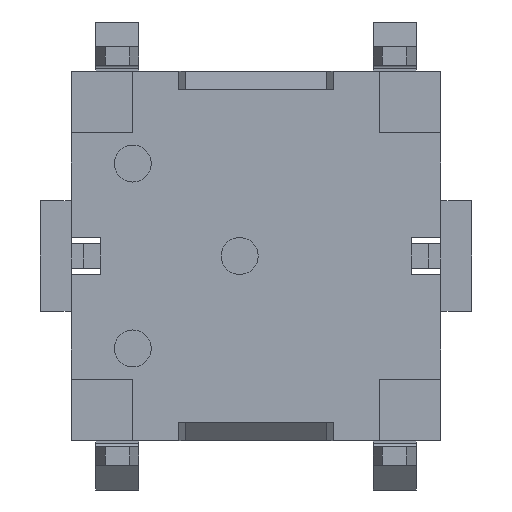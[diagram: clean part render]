
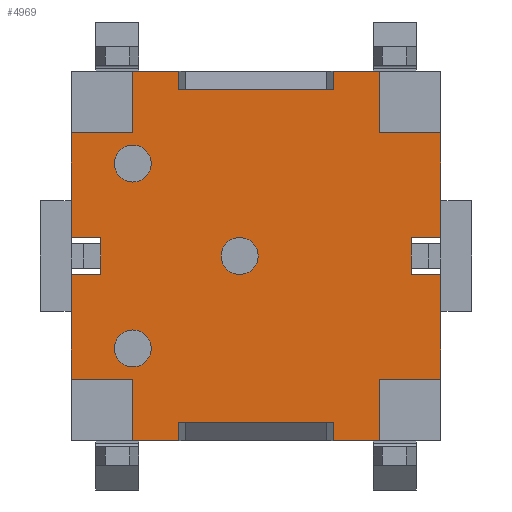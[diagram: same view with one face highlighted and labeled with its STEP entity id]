
A CAD part, front view. The second image highlights one B-rep face of the part: STEP entity #4969.
In plain terms, the highlighted planar face has unit normal (0, -1, 0).
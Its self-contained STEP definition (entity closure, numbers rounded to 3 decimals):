
#45=DIRECTION('',(1.,0.,0.));
#46=VECTOR('',#45,0.749);
#47=CARTESIAN_POINT('',(1.251,0.,-3.));
#48=LINE('',#47,#46);
#61=DIRECTION('',(1.,0.,0.));
#62=VECTOR('',#61,0.749);
#63=CARTESIAN_POINT('',(-2.,0.,-3.));
#64=LINE('',#63,#62);
#357=DIRECTION('',(1.,0.,0.));
#358=VECTOR('',#357,0.749);
#359=CARTESIAN_POINT('',(-2.,0.,3.));
#360=LINE('',#359,#358);
#373=DIRECTION('',(1.,0.,0.));
#374=VECTOR('',#373,0.749);
#375=CARTESIAN_POINT('',(1.251,0.,3.));
#376=LINE('',#375,#374);
#773=CARTESIAN_POINT('',(-2.,0.,1.5));
#774=DIRECTION('',(0.,-1.,0.));
#775=DIRECTION('',(0.,0.,-1.));
#776=AXIS2_PLACEMENT_3D('',#773,#774,#775);
#778=CARTESIAN_POINT('',(-2.,0.,1.5));
#779=DIRECTION('',(0.,-1.,0.));
#780=DIRECTION('',(0.,0.,1.));
#781=AXIS2_PLACEMENT_3D('',#778,#779,#780);
#783=CARTESIAN_POINT('',(-2.,0.,-1.5));
#784=DIRECTION('',(0.,-1.,0.));
#785=DIRECTION('',(0.,0.,-1.));
#786=AXIS2_PLACEMENT_3D('',#783,#784,#785);
#788=CARTESIAN_POINT('',(-2.,0.,-1.5));
#789=DIRECTION('',(0.,-1.,0.));
#790=DIRECTION('',(0.,0.,1.));
#791=AXIS2_PLACEMENT_3D('',#788,#789,#790);
#793=CARTESIAN_POINT('',(-0.265,0.,0.));
#794=DIRECTION('',(0.,-1.,0.));
#795=DIRECTION('',(0.,0.,-1.));
#796=AXIS2_PLACEMENT_3D('',#793,#794,#795);
#798=CARTESIAN_POINT('',(-0.265,0.,0.));
#799=DIRECTION('',(0.,-1.,0.));
#800=DIRECTION('',(0.,0.,1.));
#801=AXIS2_PLACEMENT_3D('',#798,#799,#800);
#803=DIRECTION('',(-1.,0.,0.));
#804=VECTOR('',#803,0.48);
#805=CARTESIAN_POINT('',(-2.52,0.,0.3));
#806=LINE('',#805,#804);
#807=DIRECTION('',(0.,0.,1.));
#808=VECTOR('',#807,1.7);
#809=CARTESIAN_POINT('',(-3.,0.,0.3));
#810=LINE('',#809,#808);
#811=DIRECTION('',(1.,0.,0.));
#812=VECTOR('',#811,1.);
#813=CARTESIAN_POINT('',(-3.,0.,2.));
#814=LINE('',#813,#812);
#815=DIRECTION('',(0.,0.,-1.));
#816=VECTOR('',#815,1.);
#817=CARTESIAN_POINT('',(-2.,0.,3.));
#818=LINE('',#817,#816);
#819=DIRECTION('',(0.,0.,-1.));
#820=VECTOR('',#819,0.3);
#821=CARTESIAN_POINT('',(-1.251,0.,3.));
#822=LINE('',#821,#820);
#823=DIRECTION('',(1.,0.,0.));
#824=VECTOR('',#823,2.502);
#825=CARTESIAN_POINT('',(-1.251,0.,2.7));
#826=LINE('',#825,#824);
#827=DIRECTION('',(0.,0.,-1.));
#828=VECTOR('',#827,0.3);
#829=CARTESIAN_POINT('',(1.251,0.,3.));
#830=LINE('',#829,#828);
#831=DIRECTION('',(0.,0.,-1.));
#832=VECTOR('',#831,1.);
#833=CARTESIAN_POINT('',(2.,0.,3.));
#834=LINE('',#833,#832);
#835=DIRECTION('',(-1.,0.,0.));
#836=VECTOR('',#835,1.);
#837=CARTESIAN_POINT('',(3.,0.,2.));
#838=LINE('',#837,#836);
#839=DIRECTION('',(-1.,0.,0.));
#840=VECTOR('',#839,0.48);
#841=CARTESIAN_POINT('',(3.,0.,0.3));
#842=LINE('',#841,#840);
#843=DIRECTION('',(0.,0.,-1.));
#844=VECTOR('',#843,0.6);
#845=CARTESIAN_POINT('',(2.52,0.,0.3));
#846=LINE('',#845,#844);
#847=DIRECTION('',(-1.,0.,0.));
#848=VECTOR('',#847,0.48);
#849=CARTESIAN_POINT('',(3.,0.,-0.3));
#850=LINE('',#849,#848);
#851=DIRECTION('',(-1.,0.,0.));
#852=VECTOR('',#851,1.);
#853=CARTESIAN_POINT('',(3.,0.,-2.));
#854=LINE('',#853,#852);
#855=DIRECTION('',(0.,0.,1.));
#856=VECTOR('',#855,1.);
#857=CARTESIAN_POINT('',(2.,0.,-3.));
#858=LINE('',#857,#856);
#859=DIRECTION('',(0.,0.,1.));
#860=VECTOR('',#859,0.3);
#861=CARTESIAN_POINT('',(1.251,0.,-3.));
#862=LINE('',#861,#860);
#863=DIRECTION('',(1.,0.,0.));
#864=VECTOR('',#863,2.502);
#865=CARTESIAN_POINT('',(-1.251,0.,-2.7));
#866=LINE('',#865,#864);
#867=DIRECTION('',(0.,0.,1.));
#868=VECTOR('',#867,0.3);
#869=CARTESIAN_POINT('',(-1.251,0.,-3.));
#870=LINE('',#869,#868);
#871=DIRECTION('',(0.,0.,1.));
#872=VECTOR('',#871,1.);
#873=CARTESIAN_POINT('',(-2.,0.,-3.));
#874=LINE('',#873,#872);
#875=DIRECTION('',(1.,0.,0.));
#876=VECTOR('',#875,1.);
#877=CARTESIAN_POINT('',(-3.,0.,-2.));
#878=LINE('',#877,#876);
#879=DIRECTION('',(0.,0.,1.));
#880=VECTOR('',#879,1.7);
#881=CARTESIAN_POINT('',(-3.,0.,-2.));
#882=LINE('',#881,#880);
#883=DIRECTION('',(-1.,0.,0.));
#884=VECTOR('',#883,0.48);
#885=CARTESIAN_POINT('',(-2.52,0.,-0.3));
#886=LINE('',#885,#884);
#887=DIRECTION('',(0.,0.,1.));
#888=VECTOR('',#887,0.6);
#889=CARTESIAN_POINT('',(-2.52,0.,-0.3));
#890=LINE('',#889,#888);
#1061=DIRECTION('',(0.,0.,1.));
#1062=VECTOR('',#1061,1.7);
#1063=CARTESIAN_POINT('',(3.,0.,0.3));
#1064=LINE('',#1063,#1062);
#1073=DIRECTION('',(0.,0.,1.));
#1074=VECTOR('',#1073,1.7);
#1075=CARTESIAN_POINT('',(3.,0.,-2.));
#1076=LINE('',#1075,#1074);
#3039=CARTESIAN_POINT('',(-2.,0.,1.2));
#3040=CARTESIAN_POINT('',(-2.,0.,1.8));
#3041=VERTEX_POINT('',#3039);
#3042=VERTEX_POINT('',#3040);
#3043=CARTESIAN_POINT('',(-2.,0.,-1.8));
#3044=CARTESIAN_POINT('',(-2.,0.,-1.2));
#3045=VERTEX_POINT('',#3043);
#3046=VERTEX_POINT('',#3044);
#3075=CARTESIAN_POINT('',(-2.52,0.,0.3));
#3076=CARTESIAN_POINT('',(-3.,0.,0.3));
#3077=VERTEX_POINT('',#3075);
#3078=VERTEX_POINT('',#3076);
#3079=CARTESIAN_POINT('',(3.,0.,0.3));
#3080=CARTESIAN_POINT('',(2.52,0.,0.3));
#3081=VERTEX_POINT('',#3079);
#3082=VERTEX_POINT('',#3080);
#3083=CARTESIAN_POINT('',(-2.52,0.,-0.3));
#3084=CARTESIAN_POINT('',(-3.,0.,-0.3));
#3085=VERTEX_POINT('',#3083);
#3086=VERTEX_POINT('',#3084);
#3087=CARTESIAN_POINT('',(3.,0.,-0.3));
#3088=CARTESIAN_POINT('',(2.52,0.,-0.3));
#3089=VERTEX_POINT('',#3087);
#3090=VERTEX_POINT('',#3088);
#3279=CARTESIAN_POINT('',(-0.265,0.,-0.3));
#3280=CARTESIAN_POINT('',(-0.265,0.,0.3));
#3281=VERTEX_POINT('',#3279);
#3282=VERTEX_POINT('',#3280);
#3347=CARTESIAN_POINT('',(2.,0.,3.));
#3348=CARTESIAN_POINT('',(2.,0.,2.));
#3349=VERTEX_POINT('',#3347);
#3350=VERTEX_POINT('',#3348);
#3351=CARTESIAN_POINT('',(3.,0.,2.));
#3352=VERTEX_POINT('',#3351);
#3353=CARTESIAN_POINT('',(3.,0.,-2.));
#3354=CARTESIAN_POINT('',(2.,0.,-2.));
#3355=VERTEX_POINT('',#3353);
#3356=VERTEX_POINT('',#3354);
#3357=CARTESIAN_POINT('',(2.,0.,-3.));
#3358=VERTEX_POINT('',#3357);
#3359=CARTESIAN_POINT('',(-3.,0.,2.));
#3360=CARTESIAN_POINT('',(-2.,0.,2.));
#3361=VERTEX_POINT('',#3359);
#3362=VERTEX_POINT('',#3360);
#3363=CARTESIAN_POINT('',(-2.,0.,3.));
#3364=VERTEX_POINT('',#3363);
#3365=CARTESIAN_POINT('',(-2.,0.,-3.));
#3366=CARTESIAN_POINT('',(-2.,0.,-2.));
#3367=VERTEX_POINT('',#3365);
#3368=VERTEX_POINT('',#3366);
#3369=CARTESIAN_POINT('',(-3.,0.,-2.));
#3370=VERTEX_POINT('',#3369);
#3376=CARTESIAN_POINT('',(-1.251,0.,3.));
#3378=VERTEX_POINT('',#3376);
#3379=CARTESIAN_POINT('',(1.251,0.,3.));
#3381=VERTEX_POINT('',#3379);
#3383=CARTESIAN_POINT('',(-1.251,0.,2.7));
#3384=CARTESIAN_POINT('',(1.251,0.,2.7));
#3385=VERTEX_POINT('',#3383);
#3386=VERTEX_POINT('',#3384);
#3419=CARTESIAN_POINT('',(-1.251,0.,-3.));
#3420=VERTEX_POINT('',#3419);
#3421=CARTESIAN_POINT('',(1.251,0.,-3.));
#3422=VERTEX_POINT('',#3421);
#3423=CARTESIAN_POINT('',(-1.251,0.,-2.7));
#3424=CARTESIAN_POINT('',(1.251,0.,-2.7));
#3425=VERTEX_POINT('',#3423);
#3426=VERTEX_POINT('',#3424);
#4894=CARTESIAN_POINT('',(-3.,0.,-3.));
#4895=DIRECTION('',(0.,-1.,0.));
#4896=DIRECTION('',(1.,0.,0.));
#4897=AXIS2_PLACEMENT_3D('',#4894,#4895,#4896);
#4898=PLANE('',#4897);
#4900=ORIENTED_EDGE('',*,*,#4899,.T.);
#4902=ORIENTED_EDGE('',*,*,#4901,.T.);
#4904=ORIENTED_EDGE('',*,*,#4903,.T.);
#4906=ORIENTED_EDGE('',*,*,#4905,.F.);
#4907=ORIENTED_EDGE('',*,*,#4197,.T.);
#4908=ORIENTED_EDGE('',*,*,#4859,.T.);
#4910=ORIENTED_EDGE('',*,*,#4909,.T.);
#4911=ORIENTED_EDGE('',*,*,#4884,.F.);
#4912=ORIENTED_EDGE('',*,*,#4213,.T.);
#4914=ORIENTED_EDGE('',*,*,#4913,.T.);
#4916=ORIENTED_EDGE('',*,*,#4915,.F.);
#4918=ORIENTED_EDGE('',*,*,#4917,.F.);
#4920=ORIENTED_EDGE('',*,*,#4919,.T.);
#4922=ORIENTED_EDGE('',*,*,#4921,.T.);
#4924=ORIENTED_EDGE('',*,*,#4923,.F.);
#4926=ORIENTED_EDGE('',*,*,#4925,.F.);
#4928=ORIENTED_EDGE('',*,*,#4927,.T.);
#4930=ORIENTED_EDGE('',*,*,#4929,.F.);
#4931=ORIENTED_EDGE('',*,*,#3880,.F.);
#4933=ORIENTED_EDGE('',*,*,#4932,.T.);
#4935=ORIENTED_EDGE('',*,*,#4934,.F.);
#4937=ORIENTED_EDGE('',*,*,#4936,.F.);
#4938=ORIENTED_EDGE('',*,*,#3896,.F.);
#4940=ORIENTED_EDGE('',*,*,#4939,.T.);
#4942=ORIENTED_EDGE('',*,*,#4941,.F.);
#4944=ORIENTED_EDGE('',*,*,#4943,.T.);
#4946=ORIENTED_EDGE('',*,*,#4945,.F.);
#4948=ORIENTED_EDGE('',*,*,#4947,.T.);
#4949=EDGE_LOOP('',(#4900,#4902,#4904,#4906,#4907,#4908,#4910,#4911,#4912,#4914,
#4916,#4918,#4920,#4922,#4924,#4926,#4928,#4930,#4931,#4933,#4935,#4937,#4938,
#4940,#4942,#4944,#4946,#4948));
#4950=FACE_OUTER_BOUND('',#4949,.F.);
#4952=ORIENTED_EDGE('',*,*,#4951,.T.);
#4954=ORIENTED_EDGE('',*,*,#4953,.T.);
#4955=EDGE_LOOP('',(#4952,#4954));
#4956=FACE_BOUND('',#4955,.F.);
#4958=ORIENTED_EDGE('',*,*,#4957,.T.);
#4960=ORIENTED_EDGE('',*,*,#4959,.T.);
#4961=EDGE_LOOP('',(#4958,#4960));
#4962=FACE_BOUND('',#4961,.F.);
#4964=ORIENTED_EDGE('',*,*,#4963,.T.);
#4966=ORIENTED_EDGE('',*,*,#4965,.T.);
#4967=EDGE_LOOP('',(#4964,#4966));
#4968=FACE_BOUND('',#4967,.F.);
#777=CIRCLE('',#776,0.3);
#782=CIRCLE('',#781,0.3);
#787=CIRCLE('',#786,0.3);
#792=CIRCLE('',#791,0.3);
#797=CIRCLE('',#796,0.3);
#802=CIRCLE('',#801,0.3);
#3880=EDGE_CURVE('',#3422,#3358,#48,.T.);
#3896=EDGE_CURVE('',#3367,#3420,#64,.T.);
#4197=EDGE_CURVE('',#3364,#3378,#360,.T.);
#4213=EDGE_CURVE('',#3381,#3349,#376,.T.);
#4859=EDGE_CURVE('',#3378,#3385,#822,.T.);
#4884=EDGE_CURVE('',#3381,#3386,#830,.T.);
#4899=EDGE_CURVE('',#3077,#3078,#806,.T.);
#4901=EDGE_CURVE('',#3078,#3361,#810,.T.);
#4903=EDGE_CURVE('',#3361,#3362,#814,.T.);
#4905=EDGE_CURVE('',#3364,#3362,#818,.T.);
#4909=EDGE_CURVE('',#3385,#3386,#826,.T.);
#4913=EDGE_CURVE('',#3349,#3350,#834,.T.);
#4915=EDGE_CURVE('',#3352,#3350,#838,.T.);
#4917=EDGE_CURVE('',#3081,#3352,#1064,.T.);
#4919=EDGE_CURVE('',#3081,#3082,#842,.T.);
#4921=EDGE_CURVE('',#3082,#3090,#846,.T.);
#4923=EDGE_CURVE('',#3089,#3090,#850,.T.);
#4925=EDGE_CURVE('',#3355,#3089,#1076,.T.);
#4927=EDGE_CURVE('',#3355,#3356,#854,.T.);
#4929=EDGE_CURVE('',#3358,#3356,#858,.T.);
#4932=EDGE_CURVE('',#3422,#3426,#862,.T.);
#4934=EDGE_CURVE('',#3425,#3426,#866,.T.);
#4936=EDGE_CURVE('',#3420,#3425,#870,.T.);
#4939=EDGE_CURVE('',#3367,#3368,#874,.T.);
#4941=EDGE_CURVE('',#3370,#3368,#878,.T.);
#4943=EDGE_CURVE('',#3370,#3086,#882,.T.);
#4945=EDGE_CURVE('',#3085,#3086,#886,.T.);
#4947=EDGE_CURVE('',#3085,#3077,#890,.T.);
#4951=EDGE_CURVE('',#3045,#3046,#787,.T.);
#4953=EDGE_CURVE('',#3046,#3045,#792,.T.);
#4957=EDGE_CURVE('',#3281,#3282,#797,.T.);
#4959=EDGE_CURVE('',#3282,#3281,#802,.T.);
#4963=EDGE_CURVE('',#3041,#3042,#777,.T.);
#4965=EDGE_CURVE('',#3042,#3041,#782,.T.);
#4969=ADVANCED_FACE('',(#4950,#4956,#4962,#4968),#4898,.T.);
